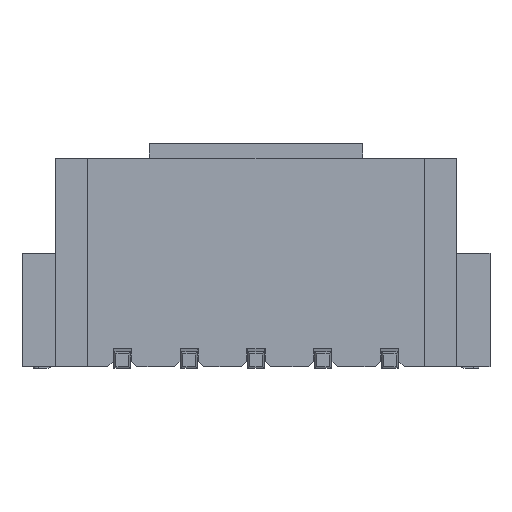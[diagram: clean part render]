
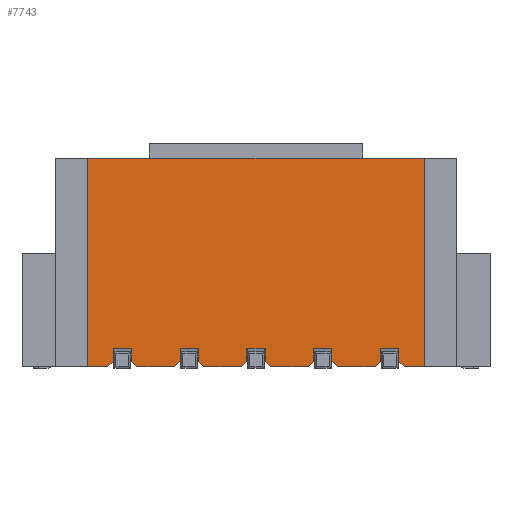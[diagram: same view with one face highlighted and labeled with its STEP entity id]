
A CAD part, top view. The second image highlights one B-rep face of the part: STEP entity #7743.
In plain terms, the highlighted planar face has unit normal (0, 0, 1).
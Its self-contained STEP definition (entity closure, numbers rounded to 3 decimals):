
#841=DIRECTION('',(-0.707,-0.707,0.));
#842=VECTOR('',#841,0.283);
#843=CARTESIAN_POINT('',(-14.09,-7.6,5.7));
#844=LINE('',#843,#842);
#845=DIRECTION('',(-1.,0.,0.));
#846=VECTOR('',#845,0.76);
#847=CARTESIAN_POINT('',(-14.29,-7.8,5.7));
#848=LINE('',#847,#846);
#849=DIRECTION('',(0.,1.,0.));
#850=VECTOR('',#849,7.8);
#851=CARTESIAN_POINT('',(-15.05,-7.8,5.7));
#852=LINE('',#851,#850);
#853=DIRECTION('',(1.,0.,0.));
#854=VECTOR('',#853,12.6);
#855=CARTESIAN_POINT('',(-15.05,0.,5.7));
#856=LINE('',#855,#854);
#857=DIRECTION('',(-1.,0.,0.));
#858=VECTOR('',#857,0.76);
#859=CARTESIAN_POINT('',(-2.45,-7.8,5.7));
#860=LINE('',#859,#858);
#861=DIRECTION('',(-0.707,0.707,0.));
#862=VECTOR('',#861,0.283);
#863=CARTESIAN_POINT('',(-3.21,-7.8,5.7));
#864=LINE('',#863,#862);
#865=DIRECTION('',(-0.707,-0.707,0.));
#866=VECTOR('',#865,0.283);
#867=CARTESIAN_POINT('',(-4.09,-7.6,5.7));
#868=LINE('',#867,#866);
#869=DIRECTION('',(-1.,0.,0.));
#870=VECTOR('',#869,1.42);
#871=CARTESIAN_POINT('',(-4.29,-7.8,5.7));
#872=LINE('',#871,#870);
#873=DIRECTION('',(-0.707,0.707,0.));
#874=VECTOR('',#873,0.283);
#875=CARTESIAN_POINT('',(-5.71,-7.8,5.7));
#876=LINE('',#875,#874);
#877=DIRECTION('',(-0.707,-0.707,0.));
#878=VECTOR('',#877,0.283);
#879=CARTESIAN_POINT('',(-6.59,-7.6,5.7));
#880=LINE('',#879,#878);
#881=DIRECTION('',(-1.,0.,0.));
#882=VECTOR('',#881,1.42);
#883=CARTESIAN_POINT('',(-6.79,-7.8,5.7));
#884=LINE('',#883,#882);
#885=DIRECTION('',(-0.707,0.707,0.));
#886=VECTOR('',#885,0.283);
#887=CARTESIAN_POINT('',(-8.21,-7.8,5.7));
#888=LINE('',#887,#886);
#889=DIRECTION('',(-0.707,-0.707,0.));
#890=VECTOR('',#889,0.283);
#891=CARTESIAN_POINT('',(-9.09,-7.6,5.7));
#892=LINE('',#891,#890);
#893=DIRECTION('',(-1.,0.,0.));
#894=VECTOR('',#893,1.42);
#895=CARTESIAN_POINT('',(-9.29,-7.8,5.7));
#896=LINE('',#895,#894);
#897=DIRECTION('',(-0.707,0.707,0.));
#898=VECTOR('',#897,0.283);
#899=CARTESIAN_POINT('',(-10.71,-7.8,5.7));
#900=LINE('',#899,#898);
#901=DIRECTION('',(-0.707,-0.707,0.));
#902=VECTOR('',#901,0.283);
#903=CARTESIAN_POINT('',(-11.59,-7.6,5.7));
#904=LINE('',#903,#902);
#905=DIRECTION('',(-1.,0.,0.));
#906=VECTOR('',#905,1.42);
#907=CARTESIAN_POINT('',(-11.79,-7.8,5.7));
#908=LINE('',#907,#906);
#909=DIRECTION('',(-0.707,0.707,0.));
#910=VECTOR('',#909,0.283);
#911=CARTESIAN_POINT('',(-13.21,-7.8,5.7));
#912=LINE('',#911,#910);
#913=DIRECTION('',(0.,-1.,0.));
#914=VECTOR('',#913,0.48);
#915=CARTESIAN_POINT('',(-13.41,-7.12,5.7));
#916=LINE('',#915,#914);
#925=DIRECTION('',(1.,0.,0.));
#926=VECTOR('',#925,0.68);
#927=CARTESIAN_POINT('',(-14.09,-7.12,5.7));
#928=LINE('',#927,#926);
#945=DIRECTION('',(0.,1.,0.));
#946=VECTOR('',#945,0.48);
#947=CARTESIAN_POINT('',(-14.09,-7.6,5.7));
#948=LINE('',#947,#946);
#969=DIRECTION('',(0.,1.,0.));
#970=VECTOR('',#969,0.48);
#971=CARTESIAN_POINT('',(-11.59,-7.6,5.7));
#972=LINE('',#971,#970);
#981=DIRECTION('',(1.,0.,0.));
#982=VECTOR('',#981,0.68);
#983=CARTESIAN_POINT('',(-11.59,-7.12,5.7));
#984=LINE('',#983,#982);
#985=DIRECTION('',(0.,-1.,0.));
#986=VECTOR('',#985,0.48);
#987=CARTESIAN_POINT('',(-10.91,-7.12,5.7));
#988=LINE('',#987,#986);
#1017=DIRECTION('',(0.,1.,0.));
#1018=VECTOR('',#1017,0.48);
#1019=CARTESIAN_POINT('',(-9.09,-7.6,5.7));
#1020=LINE('',#1019,#1018);
#1029=DIRECTION('',(1.,0.,0.));
#1030=VECTOR('',#1029,0.68);
#1031=CARTESIAN_POINT('',(-9.09,-7.12,5.7));
#1032=LINE('',#1031,#1030);
#1033=DIRECTION('',(0.,-1.,0.));
#1034=VECTOR('',#1033,0.48);
#1035=CARTESIAN_POINT('',(-8.41,-7.12,5.7));
#1036=LINE('',#1035,#1034);
#1065=DIRECTION('',(0.,1.,0.));
#1066=VECTOR('',#1065,0.48);
#1067=CARTESIAN_POINT('',(-6.59,-7.6,5.7));
#1068=LINE('',#1067,#1066);
#1077=DIRECTION('',(1.,0.,0.));
#1078=VECTOR('',#1077,0.68);
#1079=CARTESIAN_POINT('',(-6.59,-7.12,5.7));
#1080=LINE('',#1079,#1078);
#1081=DIRECTION('',(0.,-1.,0.));
#1082=VECTOR('',#1081,0.48);
#1083=CARTESIAN_POINT('',(-5.91,-7.12,5.7));
#1084=LINE('',#1083,#1082);
#1113=DIRECTION('',(0.,1.,0.));
#1114=VECTOR('',#1113,0.48);
#1115=CARTESIAN_POINT('',(-4.09,-7.6,5.7));
#1116=LINE('',#1115,#1114);
#1117=DIRECTION('',(1.,0.,0.));
#1118=VECTOR('',#1117,0.68);
#1119=CARTESIAN_POINT('',(-4.09,-7.12,5.7));
#1120=LINE('',#1119,#1118);
#1129=DIRECTION('',(0.,-1.,0.));
#1130=VECTOR('',#1129,0.48);
#1131=CARTESIAN_POINT('',(-3.41,-7.12,5.7));
#1132=LINE('',#1131,#1130);
#4649=DIRECTION('',(0.,1.,0.));
#4650=VECTOR('',#4649,7.8);
#4651=CARTESIAN_POINT('',(-2.45,-7.8,5.7));
#4652=LINE('',#4651,#4650);
#4987=CARTESIAN_POINT('',(-13.21,-7.8,5.7));
#4989=VERTEX_POINT('',#4987);
#4991=CARTESIAN_POINT('',(-11.79,-7.8,5.7));
#4992=VERTEX_POINT('',#4991);
#4995=CARTESIAN_POINT('',(-10.71,-7.8,5.7));
#4997=VERTEX_POINT('',#4995);
#4999=CARTESIAN_POINT('',(-9.29,-7.8,5.7));
#5000=VERTEX_POINT('',#4999);
#5004=CARTESIAN_POINT('',(-6.79,-7.8,5.7));
#5006=VERTEX_POINT('',#5004);
#5009=CARTESIAN_POINT('',(-8.21,-7.8,5.7));
#5010=VERTEX_POINT('',#5009);
#5011=CARTESIAN_POINT('',(-5.71,-7.8,5.7));
#5013=VERTEX_POINT('',#5011);
#5015=CARTESIAN_POINT('',(-4.29,-7.8,5.7));
#5016=VERTEX_POINT('',#5015);
#5027=CARTESIAN_POINT('',(-15.05,-7.8,5.7));
#5028=VERTEX_POINT('',#5027);
#5029=CARTESIAN_POINT('',(-14.29,-7.8,5.7));
#5030=VERTEX_POINT('',#5029);
#5043=CARTESIAN_POINT('',(-3.21,-7.8,5.7));
#5044=VERTEX_POINT('',#5043);
#5045=CARTESIAN_POINT('',(-2.45,-7.8,5.7));
#5046=VERTEX_POINT('',#5045);
#5297=CARTESIAN_POINT('',(-2.45,0.,5.7));
#5299=VERTEX_POINT('',#5297);
#5301=CARTESIAN_POINT('',(-15.05,0.,5.7));
#5302=VERTEX_POINT('',#5301);
#5521=CARTESIAN_POINT('',(-13.41,-7.12,5.7));
#5522=CARTESIAN_POINT('',(-13.41,-7.6,5.7));
#5523=VERTEX_POINT('',#5521);
#5524=VERTEX_POINT('',#5522);
#5525=CARTESIAN_POINT('',(-14.09,-7.12,5.7));
#5526=VERTEX_POINT('',#5525);
#5527=CARTESIAN_POINT('',(-14.09,-7.6,5.7));
#5528=VERTEX_POINT('',#5527);
#5529=CARTESIAN_POINT('',(-3.41,-7.6,5.7));
#5530=VERTEX_POINT('',#5529);
#5531=CARTESIAN_POINT('',(-3.41,-7.12,5.7));
#5532=VERTEX_POINT('',#5531);
#5533=CARTESIAN_POINT('',(-4.09,-7.12,5.7));
#5534=VERTEX_POINT('',#5533);
#5535=CARTESIAN_POINT('',(-4.09,-7.6,5.7));
#5536=VERTEX_POINT('',#5535);
#5537=CARTESIAN_POINT('',(-5.91,-7.6,5.7));
#5538=VERTEX_POINT('',#5537);
#5539=CARTESIAN_POINT('',(-5.91,-7.12,5.7));
#5540=VERTEX_POINT('',#5539);
#5541=CARTESIAN_POINT('',(-6.59,-7.12,5.7));
#5542=VERTEX_POINT('',#5541);
#5543=CARTESIAN_POINT('',(-6.59,-7.6,5.7));
#5544=VERTEX_POINT('',#5543);
#5545=CARTESIAN_POINT('',(-8.41,-7.6,5.7));
#5546=VERTEX_POINT('',#5545);
#5547=CARTESIAN_POINT('',(-8.41,-7.12,5.7));
#5548=VERTEX_POINT('',#5547);
#5549=CARTESIAN_POINT('',(-9.09,-7.12,5.7));
#5550=VERTEX_POINT('',#5549);
#5551=CARTESIAN_POINT('',(-9.09,-7.6,5.7));
#5552=VERTEX_POINT('',#5551);
#5553=CARTESIAN_POINT('',(-10.91,-7.6,5.7));
#5554=VERTEX_POINT('',#5553);
#5555=CARTESIAN_POINT('',(-10.91,-7.12,5.7));
#5556=VERTEX_POINT('',#5555);
#5557=CARTESIAN_POINT('',(-11.59,-7.12,5.7));
#5558=VERTEX_POINT('',#5557);
#5559=CARTESIAN_POINT('',(-11.59,-7.6,5.7));
#5560=VERTEX_POINT('',#5559);
#7671=CARTESIAN_POINT('',(-8.75,-3.9,5.7));
#7672=DIRECTION('',(0.,0.,1.));
#7673=DIRECTION('',(1.,0.,0.));
#7674=AXIS2_PLACEMENT_3D('',#7671,#7672,#7673);
#7675=PLANE('',#7674);
#7677=ORIENTED_EDGE('',*,*,#7676,.F.);
#7679=ORIENTED_EDGE('',*,*,#7678,.F.);
#7681=ORIENTED_EDGE('',*,*,#7680,.F.);
#7682=ORIENTED_EDGE('',*,*,#7662,.T.);
#7683=ORIENTED_EDGE('',*,*,#6560,.T.);
#7685=ORIENTED_EDGE('',*,*,#7684,.T.);
#7687=ORIENTED_EDGE('',*,*,#7686,.T.);
#7689=ORIENTED_EDGE('',*,*,#7688,.F.);
#7690=ORIENTED_EDGE('',*,*,#7526,.T.);
#7692=ORIENTED_EDGE('',*,*,#7691,.T.);
#7694=ORIENTED_EDGE('',*,*,#7693,.F.);
#7696=ORIENTED_EDGE('',*,*,#7695,.F.);
#7698=ORIENTED_EDGE('',*,*,#7697,.F.);
#7700=ORIENTED_EDGE('',*,*,#7699,.T.);
#7702=ORIENTED_EDGE('',*,*,#7701,.T.);
#7704=ORIENTED_EDGE('',*,*,#7703,.T.);
#7706=ORIENTED_EDGE('',*,*,#7705,.F.);
#7708=ORIENTED_EDGE('',*,*,#7707,.F.);
#7710=ORIENTED_EDGE('',*,*,#7709,.F.);
#7712=ORIENTED_EDGE('',*,*,#7711,.T.);
#7714=ORIENTED_EDGE('',*,*,#7713,.T.);
#7716=ORIENTED_EDGE('',*,*,#7715,.T.);
#7718=ORIENTED_EDGE('',*,*,#7717,.F.);
#7720=ORIENTED_EDGE('',*,*,#7719,.F.);
#7722=ORIENTED_EDGE('',*,*,#7721,.F.);
#7724=ORIENTED_EDGE('',*,*,#7723,.T.);
#7726=ORIENTED_EDGE('',*,*,#7725,.T.);
#7728=ORIENTED_EDGE('',*,*,#7727,.T.);
#7730=ORIENTED_EDGE('',*,*,#7729,.F.);
#7732=ORIENTED_EDGE('',*,*,#7731,.F.);
#7734=ORIENTED_EDGE('',*,*,#7733,.F.);
#7736=ORIENTED_EDGE('',*,*,#7735,.T.);
#7738=ORIENTED_EDGE('',*,*,#7737,.T.);
#7740=ORIENTED_EDGE('',*,*,#7739,.T.);
#7741=EDGE_LOOP('',(#7677,#7679,#7681,#7682,#7683,#7685,#7687,#7689,#7690,#7692,
#7694,#7696,#7698,#7700,#7702,#7704,#7706,#7708,#7710,#7712,#7714,#7716,#7718,
#7720,#7722,#7724,#7726,#7728,#7730,#7732,#7734,#7736,#7738,#7740));
#7742=FACE_OUTER_BOUND('',#7741,.F.);
#7743=ADVANCED_FACE('',(#7742),#7675,.T.);
#6560=EDGE_CURVE('',#5030,#5028,#848,.T.);
#7526=EDGE_CURVE('',#5046,#5044,#860,.T.);
#7662=EDGE_CURVE('',#5528,#5030,#844,.T.);
#7676=EDGE_CURVE('',#5523,#5524,#916,.T.);
#7678=EDGE_CURVE('',#5526,#5523,#928,.T.);
#7680=EDGE_CURVE('',#5528,#5526,#948,.T.);
#7684=EDGE_CURVE('',#5028,#5302,#852,.T.);
#7686=EDGE_CURVE('',#5302,#5299,#856,.T.);
#7688=EDGE_CURVE('',#5046,#5299,#4652,.T.);
#7691=EDGE_CURVE('',#5044,#5530,#864,.T.);
#7693=EDGE_CURVE('',#5532,#5530,#1132,.T.);
#7695=EDGE_CURVE('',#5534,#5532,#1120,.T.);
#7697=EDGE_CURVE('',#5536,#5534,#1116,.T.);
#7699=EDGE_CURVE('',#5536,#5016,#868,.T.);
#7701=EDGE_CURVE('',#5016,#5013,#872,.T.);
#7703=EDGE_CURVE('',#5013,#5538,#876,.T.);
#7705=EDGE_CURVE('',#5540,#5538,#1084,.T.);
#7707=EDGE_CURVE('',#5542,#5540,#1080,.T.);
#7709=EDGE_CURVE('',#5544,#5542,#1068,.T.);
#7711=EDGE_CURVE('',#5544,#5006,#880,.T.);
#7713=EDGE_CURVE('',#5006,#5010,#884,.T.);
#7715=EDGE_CURVE('',#5010,#5546,#888,.T.);
#7717=EDGE_CURVE('',#5548,#5546,#1036,.T.);
#7719=EDGE_CURVE('',#5550,#5548,#1032,.T.);
#7721=EDGE_CURVE('',#5552,#5550,#1020,.T.);
#7723=EDGE_CURVE('',#5552,#5000,#892,.T.);
#7725=EDGE_CURVE('',#5000,#4997,#896,.T.);
#7727=EDGE_CURVE('',#4997,#5554,#900,.T.);
#7729=EDGE_CURVE('',#5556,#5554,#988,.T.);
#7731=EDGE_CURVE('',#5558,#5556,#984,.T.);
#7733=EDGE_CURVE('',#5560,#5558,#972,.T.);
#7735=EDGE_CURVE('',#5560,#4992,#904,.T.);
#7737=EDGE_CURVE('',#4992,#4989,#908,.T.);
#7739=EDGE_CURVE('',#4989,#5524,#912,.T.);
